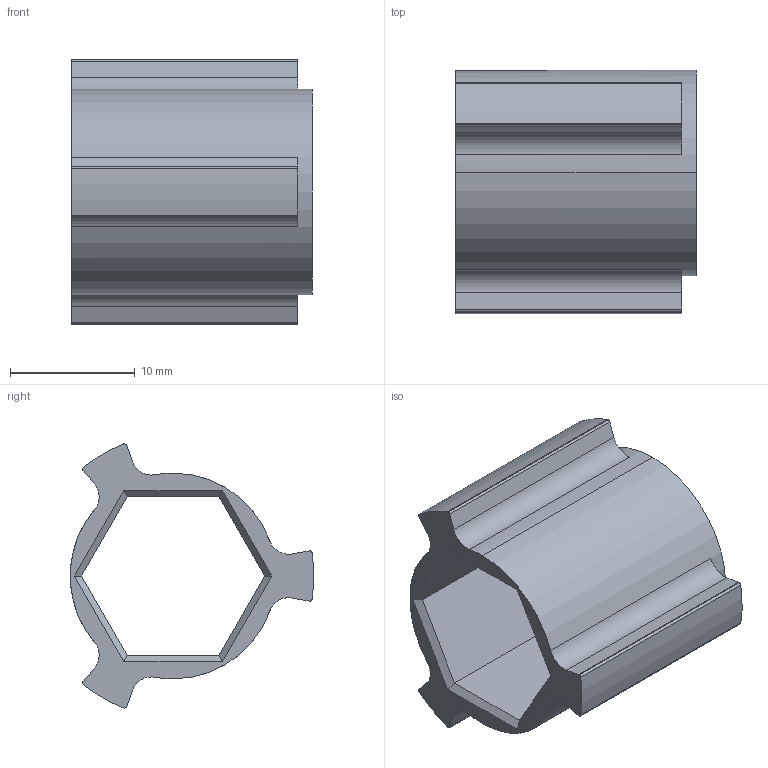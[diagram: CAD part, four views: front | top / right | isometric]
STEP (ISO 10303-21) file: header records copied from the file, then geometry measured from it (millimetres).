
FILE_DESCRIPTION (( 'STEP AP214' ), '1' );
FILE_NAME ('HexInner_GearboxCush_3Sept2025_1pt6mmFillets.STEP', '2025-09-04T03:29:47', ( '' ), ( '' ), 'SwSTEP 2.0', 'SolidWorks 2024', '' );
FILE_SCHEMA (( 'AUTOMOTIVE_DESIGN' ));
Length unit declared in the file: millimetre
Products named in the file (1): HexInner_GearboxCush_3Sept2025_1pt6mmFillets
Bounding box: 19.32 x 19.53 x 21.19 mm (x, y, z)
Volume: 2059.9 mm3; surface area: 2367.3 mm2
Topology: 1 solids, 1 shells, 50 faces, 132 edges, 84 vertices
Faces by surface type: plane 29, cylinder 21
Entity records: 1575 total; most frequent: DIRECTION 282, CARTESIAN_POINT 267, ORIENTED_EDGE 264, EDGE_CURVE 132, AXIS2_PLACEMENT_3D 99, VERTEX_POINT 84, LINE 84, VECTOR 84
